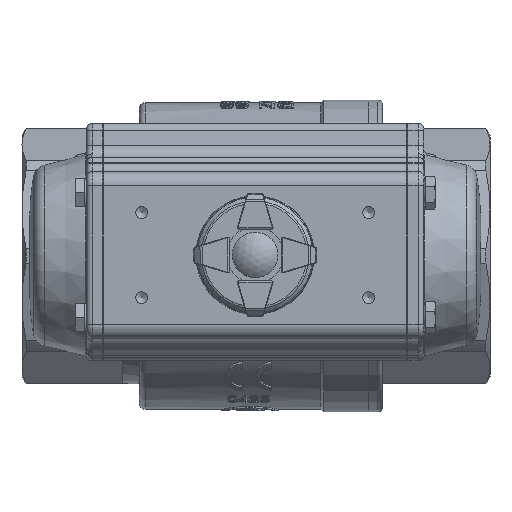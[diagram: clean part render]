
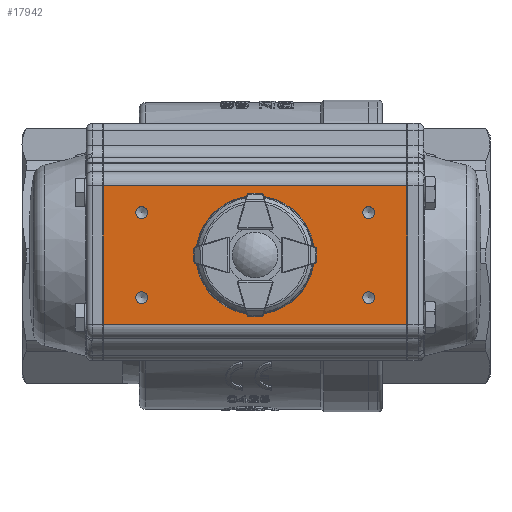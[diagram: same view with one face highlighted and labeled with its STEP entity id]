
A CAD part, top view. The second image highlights one B-rep face of the part: STEP entity #17942.
In plain terms, the highlighted face is planar.
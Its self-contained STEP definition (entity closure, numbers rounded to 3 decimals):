
#856=LINE('',#31947,#1748);
#882=LINE('',#32072,#1774);
#898=LINE('',#32137,#1790);
#899=LINE('',#32139,#1791);
#1748=VECTOR('',#22537,1000.);
#1774=VECTOR('',#22637,1000.);
#1790=VECTOR('',#22695,1000.);
#1791=VECTOR('',#22698,1000.);
#3138=PLANE('',#19490);
#5450=ORIENTED_EDGE('',*,*,#8695,.F.);
#5451=ORIENTED_EDGE('',*,*,#8790,.F.);
#5452=ORIENTED_EDGE('',*,*,#8757,.T.);
#5453=ORIENTED_EDGE('',*,*,#8791,.T.);
#5454=ORIENTED_EDGE('',*,*,#8652,.T.);
#5455=ORIENTED_EDGE('',*,*,#8650,.F.);
#5456=ORIENTED_EDGE('',*,*,#8648,.F.);
#5457=ORIENTED_EDGE('',*,*,#8646,.F.);
#5458=ORIENTED_EDGE('',*,*,#8644,.F.);
#8644=EDGE_CURVE('',#10625,#10625,#11738,.T.);
#8646=EDGE_CURVE('',#10628,#10628,#11740,.T.);
#8648=EDGE_CURVE('',#10631,#10631,#11742,.T.);
#8650=EDGE_CURVE('',#10634,#10634,#11744,.T.);
#8652=EDGE_CURVE('',#10636,#10636,#11746,.T.);
#8695=EDGE_CURVE('',#10668,#10669,#856,.T.);
#8757=EDGE_CURVE('',#10731,#10730,#882,.T.);
#8790=EDGE_CURVE('',#10731,#10668,#898,.T.);
#8791=EDGE_CURVE('',#10730,#10669,#899,.T.);
#10625=VERTEX_POINT('',#31834);
#10628=VERTEX_POINT('',#31841);
#10631=VERTEX_POINT('',#31848);
#10634=VERTEX_POINT('',#31855);
#10636=VERTEX_POINT('',#31860);
#10668=VERTEX_POINT('',#31946);
#10669=VERTEX_POINT('',#31948);
#10730=VERTEX_POINT('',#32071);
#10731=VERTEX_POINT('',#32073);
#11738=CIRCLE('',#19349,2.1);
#11740=CIRCLE('',#19353,2.1);
#11742=CIRCLE('',#19357,2.1);
#11744=CIRCLE('',#19361,2.1);
#11746=CIRCLE('',#19364,12.45);
#12992=EDGE_LOOP('',(#5450,#5451,#5452,#5453));
#12993=EDGE_LOOP('',(#5454));
#12994=EDGE_LOOP('',(#5455));
#12995=EDGE_LOOP('',(#5456));
#12996=EDGE_LOOP('',(#5457));
#12997=EDGE_LOOP('',(#5458));
#14325=FACE_BOUND('',#12992,.T.);
#14326=FACE_BOUND('',#12993,.T.);
#14327=FACE_BOUND('',#12994,.T.);
#14328=FACE_BOUND('',#12995,.T.);
#14329=FACE_BOUND('',#12996,.T.);
#14330=FACE_BOUND('',#12997,.T.);
#17942=ADVANCED_FACE('',(#14325,#14326,#14327,#14328,#14329,#14330),#3138,
 .T.);
#19349=AXIS2_PLACEMENT_3D('',#31833,#22422,#22423);
#19353=AXIS2_PLACEMENT_3D('',#31840,#22430,#22431);
#19357=AXIS2_PLACEMENT_3D('',#31847,#22438,#22439);
#19361=AXIS2_PLACEMENT_3D('',#31854,#22446,#22447);
#19364=AXIS2_PLACEMENT_3D('',#31859,#22452,#22453);
#19490=AXIS2_PLACEMENT_3D('',#32275,#22839,#22840);
#22422=DIRECTION('',(0.,1.,0.));
#22423=DIRECTION('',(0.,0.,1.));
#22430=DIRECTION('',(0.,1.,0.));
#22431=DIRECTION('',(0.,0.,1.));
#22438=DIRECTION('',(0.,1.,0.));
#22439=DIRECTION('',(0.,0.,1.));
#22446=DIRECTION('',(0.,1.,0.));
#22447=DIRECTION('',(0.,0.,1.));
#22452=DIRECTION('',(0.,-1.,0.));
#22453=DIRECTION('',(0.,0.,1.));
#22537=DIRECTION('',(1.,0.,0.));
#22637=DIRECTION('',(1.,0.,0.));
#22695=DIRECTION('',(0.,0.,-1.));
#22698=DIRECTION('',(0.,0.,-1.));
#22839=DIRECTION('',(0.,1.,0.));
#22840=DIRECTION('',(1.,0.,0.));
#31833=CARTESIAN_POINT('',(-15.,42.35,40.));
#31834=CARTESIAN_POINT('',(-15.,42.35,42.1));
#31840=CARTESIAN_POINT('',(15.,42.35,40.));
#31841=CARTESIAN_POINT('',(15.,42.35,42.1));
#31847=CARTESIAN_POINT('',(15.,42.35,-40.));
#31848=CARTESIAN_POINT('',(15.,42.35,-37.9));
#31854=CARTESIAN_POINT('',(-15.,42.35,-40.));
#31855=CARTESIAN_POINT('',(-15.,42.35,-37.9));
#31859=CARTESIAN_POINT('',(0.,42.35,0.));
#31860=CARTESIAN_POINT('',(0.,42.35,12.45));
#31946=CARTESIAN_POINT('',(-24.5,42.35,-53.5));
#31947=CARTESIAN_POINT('',(-24.5,42.35,-53.5));
#31948=CARTESIAN_POINT('',(24.5,42.35,-53.5));
#32071=CARTESIAN_POINT('',(24.5,42.35,53.5));
#32072=CARTESIAN_POINT('',(-24.5,42.35,53.5));
#32073=CARTESIAN_POINT('',(-24.5,42.35,53.5));
#32137=CARTESIAN_POINT('',(-24.5,42.35,53.5));
#32139=CARTESIAN_POINT('',(24.5,42.35,53.5));
#32275=CARTESIAN_POINT('',(-24.5,42.35,53.5));
